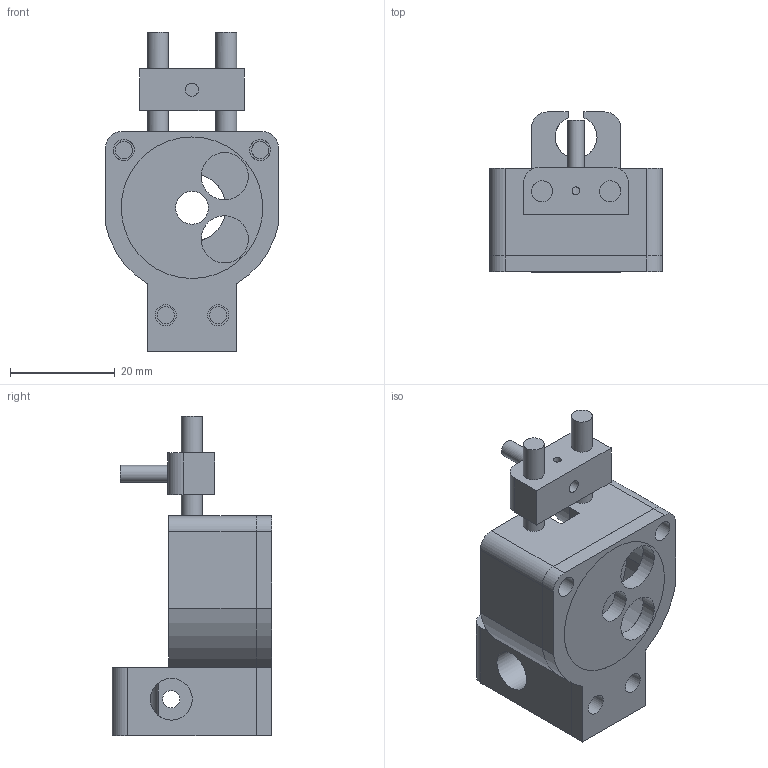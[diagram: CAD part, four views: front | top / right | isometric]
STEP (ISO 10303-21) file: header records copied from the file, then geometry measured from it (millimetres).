
FILE_DESCRIPTION(('HOOPS Exchange Step'),'2;1');
FILE_NAME('temp_export','2023-09-10T12:31:07+02:00',('mobile'),('Shapr3D Limited'),'HOOPS Exchange 2021.2','Shapr3D','Authorized');
FILE_SCHEMA( ('AP203_CONFIGURATION_CONTROLLED_3D_DESIGN_OF_MECHANICAL_PARTS_AND_ASSEMBLIES_MIM_LF') );
Length unit declared in the file: millimetre
Products named in the file (3): V6; Vice v2; 54560012-2971-46DD-B92D-0D858B9CC742.tmp
Assembly tree (2 placements, depth 2):
  54560012-2971-46DD-B92D-0D858B9CC742.tmp
    V6
    Vice v2
Bounding box: 33 x 30.51 x 61 mm (x, y, z)
Volume: 17539.4 mm3; surface area: 12192.7 mm2
Topology: 6 solids, 6 shells, 105 faces, 305 edges, 216 vertices
Faces by surface type: plane 54, cylinder 43, bspline 8
Full cylindrical faces by diameter (mm): 1.5 x2, 2.5 x3, 3.2 x1, 3.3 x4, 4 x5, 6.3 x1, 8 x1, 9 x1, 13 x1
Entity records: 8596 total; most frequent: CARTESIAN_POINT 5645, ORIENTED_EDGE 610, DIRECTION 555, EDGE_CURVE 305, VERTEX_POINT 216, AXIS2_PLACEMENT_3D 205, EDGE_LOOP 149, FACE_BOUND 149
